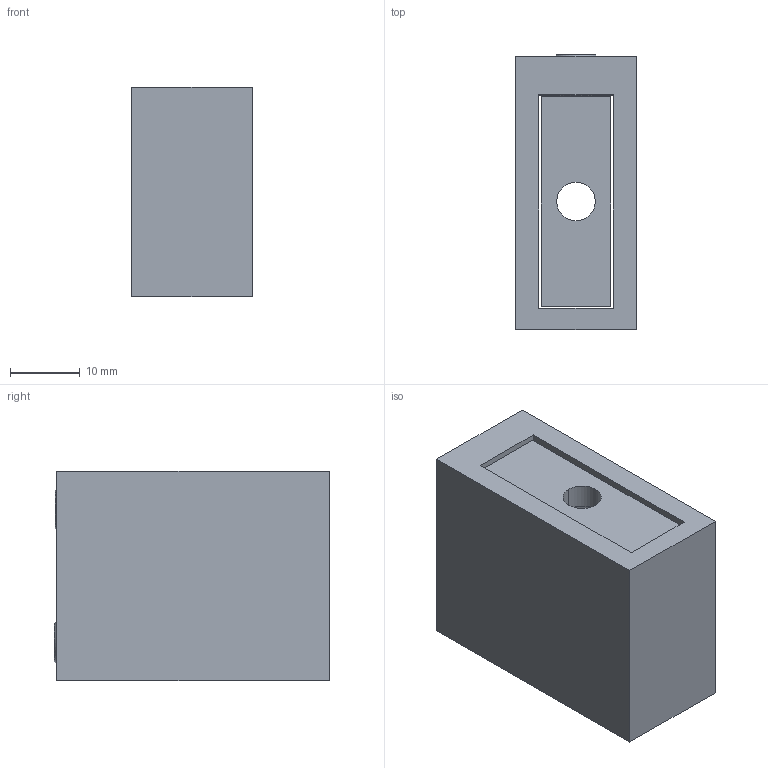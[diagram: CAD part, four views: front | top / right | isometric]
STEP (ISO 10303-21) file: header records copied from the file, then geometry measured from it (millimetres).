
FILE_DESCRIPTION (( 'STEP AP203' ), '1' );
FILE_NAME ('GS-304_ZP-222_P_Cr.STEP', '2019-09-13T08:25:40', ( '' ), ( '' ), 'SwSTEP 2.0', 'SolidWorks 2019', '' );
FILE_SCHEMA (( 'CONFIG_CONTROL_DESIGN' ));
Length unit declared in the file: millimetre
Products named in the file (5): GS-304_ZP-222_P_Cr; DIN 914_M6x8_A2-70; DIN 913_M6x6_A2-70; GS-304_ZP-222_P_Cr.P2; GS-304_ZP-222_P_Cr.P1
Assembly tree (4 placements, depth 2):
  GS-304_ZP-222_P_Cr
    GS-304_ZP-222_P_Cr.P1
    GS-304_ZP-222_P_Cr.P2
    DIN 913_M6x6_A2-70
    DIN 914_M6x8_A2-70
Bounding box: 17.2 x 39.3 x 30 mm (x, y, z)
Volume: 12801.4 mm3; surface area: 8591.9 mm2
Topology: 4 solids, 4 shells, 92 faces, 201 edges, 116 vertices
Faces by surface type: plane 51, cone 26, cylinder 15
Entity records: 3042 total; most frequent: CARTESIAN_POINT 506, DIRECTION 445, ORIENTED_EDGE 394, EDGE_CURVE 197, AXIS2_PLACEMENT_3D 163, LINE 119, VECTOR 119, VERTEX_POINT 116
